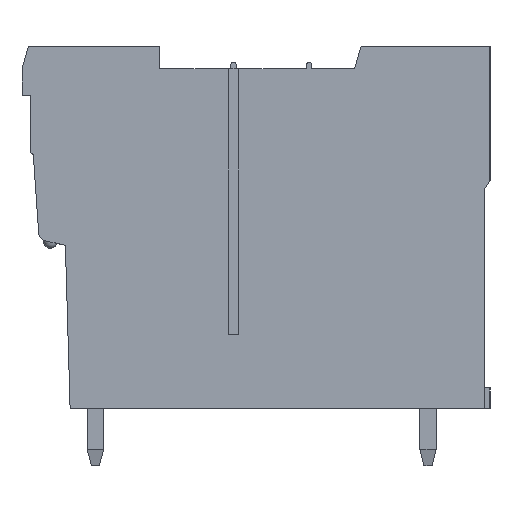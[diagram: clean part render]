
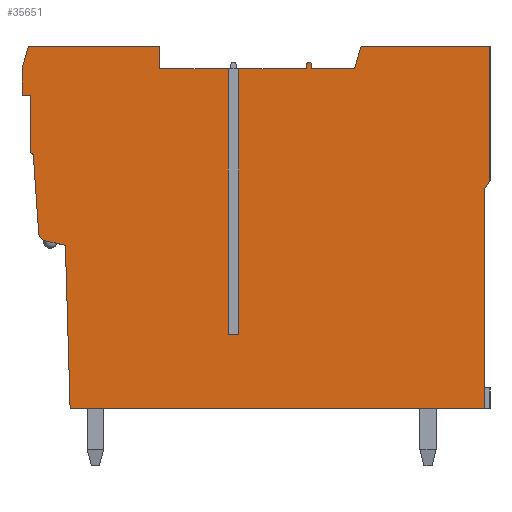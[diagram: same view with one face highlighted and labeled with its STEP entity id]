
A CAD part, left-side view. The second image highlights one B-rep face of the part: STEP entity #35651.
In plain terms, the highlighted planar face has unit normal (-1, 0, 0).
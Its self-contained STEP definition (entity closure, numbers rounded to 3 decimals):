
#9910=DIRECTION('',(0.,-1.,0.));
#9911=VECTOR('',#9910,8.06);
#9912=CARTESIAN_POINT('',(-4.28,4.11,0.));
#9913=LINE('',#9912,#9911);
#9914=DIRECTION('',(0.,0.,-1.));
#9915=VECTOR('',#9914,1.36);
#9916=CARTESIAN_POINT('',(-4.28,-3.95,0.));
#9917=LINE('',#9916,#9915);
#9918=DIRECTION('',(0.,-1.,0.));
#9919=VECTOR('',#9918,4.195);
#9920=CARTESIAN_POINT('',(-4.28,-3.95,-1.36));
#9921=LINE('',#9920,#9919);
#9922=DIRECTION('',(0.,0.,1.));
#9923=VECTOR('',#9922,16.31);
#9924=CARTESIAN_POINT('',(-4.28,-8.145,-17.67));
#9925=LINE('',#9924,#9923);
#9926=DIRECTION('',(0.,1.,0.));
#9927=VECTOR('',#9926,0.65);
#9928=CARTESIAN_POINT('',(-4.28,-8.795,-17.67));
#9929=LINE('',#9928,#9927);
#9930=DIRECTION('',(0.,0.,1.));
#9931=VECTOR('',#9930,16.31);
#9932=CARTESIAN_POINT('',(-4.28,-8.795,-17.67));
#9933=LINE('',#9932,#9931);
#9934=DIRECTION('',(0.,-1.,0.));
#9935=VECTOR('',#9934,4.145);
#9936=CARTESIAN_POINT('',(-4.28,-8.795,-1.36));
#9937=LINE('',#9936,#9935);
#9938=DIRECTION('',(0.,0.,1.));
#9939=VECTOR('',#9938,0.223);
#9940=CARTESIAN_POINT('',(-4.28,-12.94,-1.36));
#9941=LINE('',#9940,#9939);
#9942=CARTESIAN_POINT('',(-4.28,-13.11,-1.137));
#9943=DIRECTION('',(-1.,0.,0.));
#9944=DIRECTION('',(0.,-1.,0.));
#9945=AXIS2_PLACEMENT_3D('',#9942,#9943,#9944);
#9947=DIRECTION('',(0.,0.,-1.));
#9948=VECTOR('',#9947,0.223);
#9949=CARTESIAN_POINT('',(-4.28,-13.28,-1.137));
#9950=LINE('',#9949,#9948);
#9951=DIRECTION('',(0.,-1.,0.));
#9952=VECTOR('',#9951,2.62);
#9953=CARTESIAN_POINT('',(-4.28,-13.28,-1.36));
#9954=LINE('',#9953,#9952);
#9955=DIRECTION('',(0.,-0.276,0.961));
#9956=VECTOR('',#9955,1.415);
#9957=CARTESIAN_POINT('',(-4.28,-15.9,-1.36));
#9958=LINE('',#9957,#9956);
#9959=DIRECTION('',(0.,-1.,0.));
#9960=VECTOR('',#9959,7.91);
#9961=CARTESIAN_POINT('',(-4.28,-16.29,0.));
#9962=LINE('',#9961,#9960);
#9963=DIRECTION('',(0.,0.,-1.));
#9964=VECTOR('',#9963,8.22);
#9965=CARTESIAN_POINT('',(-4.28,-24.2,0.));
#9966=LINE('',#9965,#9964);
#9967=DIRECTION('',(0.,0.517,-0.856));
#9968=VECTOR('',#9967,0.677);
#9969=CARTESIAN_POINT('',(-4.28,-24.2,-8.22));
#9970=LINE('',#9969,#9968);
#9971=DIRECTION('',(0.,0.,-1.));
#9972=VECTOR('',#9971,13.4);
#9973=CARTESIAN_POINT('',(-4.28,-23.85,-8.8));
#9974=LINE('',#9973,#9972);
#9975=DIRECTION('',(0.,1.,0.));
#9976=VECTOR('',#9975,25.4);
#9977=CARTESIAN_POINT('',(-4.28,-23.85,-22.2));
#9978=LINE('',#9977,#9976);
#9979=DIRECTION('',(0.,0.029,1.));
#9980=VECTOR('',#9979,10.002);
#9981=CARTESIAN_POINT('',(-4.28,1.55,-22.2));
#9982=LINE('',#9981,#9980);
#9983=DIRECTION('',(0.,0.973,0.231));
#9984=VECTOR('',#9983,1.301);
#9985=CARTESIAN_POINT('',(-4.28,1.84,-12.202));
#9986=LINE('',#9985,#9984);
#9987=CARTESIAN_POINT('',(-4.28,2.995,-11.434));
#9988=DIRECTION('',(-1.,0.,0.));
#9989=DIRECTION('',(0.,0.998,-0.069));
#9990=AXIS2_PLACEMENT_3D('',#9987,#9988,#9989);
#9992=DIRECTION('',(0.,0.069,0.998));
#9993=VECTOR('',#9992,4.879);
#9994=CARTESIAN_POINT('',(-4.28,3.474,-11.467));
#9995=LINE('',#9994,#9993);
#9996=CARTESIAN_POINT('',(-4.28,3.81,-6.41));
#9997=DIRECTION('',(-1.,0.,0.));
#9998=DIRECTION('',(0.,1.,0.));
#9999=AXIS2_PLACEMENT_3D('',#9996,#9997,#9998);
#10001=DIRECTION('',(0.,0.,1.));
#10002=VECTOR('',#10001,3.41);
#10003=CARTESIAN_POINT('',(-4.28,4.,-6.41));
#10004=LINE('',#10003,#10002);
#10005=DIRECTION('',(0.,1.,0.));
#10006=VECTOR('',#10005,0.5);
#10007=CARTESIAN_POINT('',(-4.28,4.,-3.));
#10008=LINE('',#10007,#10006);
#10009=DIRECTION('',(0.,0.,1.));
#10010=VECTOR('',#10009,1.64);
#10011=CARTESIAN_POINT('',(-4.28,4.5,-3.));
#10012=LINE('',#10011,#10010);
#10013=DIRECTION('',(0.,0.276,-0.961));
#10014=VECTOR('',#10013,1.415);
#10015=CARTESIAN_POINT('',(-4.28,4.11,0.));
#10016=LINE('',#10015,#10014);
#20629=CARTESIAN_POINT('',(-4.28,4.11,0.));
#20630=CARTESIAN_POINT('',(-4.28,-3.95,0.));
#20631=VERTEX_POINT('',#20629);
#20632=VERTEX_POINT('',#20630);
#20633=CARTESIAN_POINT('',(-4.28,-16.29,0.));
#20634=CARTESIAN_POINT('',(-4.28,-24.2,0.));
#20635=VERTEX_POINT('',#20633);
#20636=VERTEX_POINT('',#20634);
#20637=CARTESIAN_POINT('',(-4.28,-24.2,-8.22));
#20638=VERTEX_POINT('',#20637);
#20639=CARTESIAN_POINT('',(-4.28,-23.85,-22.2));
#20640=CARTESIAN_POINT('',(-4.28,1.55,-22.2));
#20641=VERTEX_POINT('',#20639);
#20642=VERTEX_POINT('',#20640);
#20643=CARTESIAN_POINT('',(-4.28,4.5,-3.));
#20644=CARTESIAN_POINT('',(-4.28,4.5,-1.36));
#20645=VERTEX_POINT('',#20643);
#20646=VERTEX_POINT('',#20644);
#20647=CARTESIAN_POINT('',(-4.28,-23.85,-8.8));
#20648=VERTEX_POINT('',#20647);
#20649=CARTESIAN_POINT('',(-4.28,1.84,-12.202));
#20650=VERTEX_POINT('',#20649);
#20651=CARTESIAN_POINT('',(-4.28,3.106,-11.902));
#20652=VERTEX_POINT('',#20651);
#20653=CARTESIAN_POINT('',(-4.28,3.474,-11.467));
#20654=CARTESIAN_POINT('',(-4.28,3.81,-6.6));
#20655=VERTEX_POINT('',#20653);
#20656=VERTEX_POINT('',#20654);
#20657=CARTESIAN_POINT('',(-4.28,4.,-6.41));
#20658=CARTESIAN_POINT('',(-4.28,4.,-3.));
#20659=VERTEX_POINT('',#20657);
#20660=VERTEX_POINT('',#20658);
#20661=CARTESIAN_POINT('',(-4.28,-3.95,-1.36));
#20662=VERTEX_POINT('',#20661);
#20663=CARTESIAN_POINT('',(-4.28,-8.145,-1.36));
#20664=VERTEX_POINT('',#20663);
#20665=CARTESIAN_POINT('',(-4.28,-15.9,-1.36));
#20666=VERTEX_POINT('',#20665);
#20667=CARTESIAN_POINT('',(-4.28,-12.94,-1.36));
#20668=CARTESIAN_POINT('',(-4.28,-12.94,-1.137));
#20669=VERTEX_POINT('',#20667);
#20670=VERTEX_POINT('',#20668);
#20671=CARTESIAN_POINT('',(-4.28,-13.28,-1.137));
#20672=VERTEX_POINT('',#20671);
#20673=CARTESIAN_POINT('',(-4.28,-13.28,-1.36));
#20674=VERTEX_POINT('',#20673);
#22320=CARTESIAN_POINT('',(-4.28,-8.795,-1.36));
#22321=VERTEX_POINT('',#22320);
#22322=CARTESIAN_POINT('',(-4.28,-8.795,-17.67));
#22323=CARTESIAN_POINT('',(-4.28,-8.145,-17.67));
#22324=VERTEX_POINT('',#22322);
#22325=VERTEX_POINT('',#22323);
#35606=CARTESIAN_POINT('',(-4.28,8.178,-32.36));
#35607=DIRECTION('',(-1.,0.,0.));
#35608=DIRECTION('',(0.,-1.,0.));
#35609=AXIS2_PLACEMENT_3D('',#35606,#35607,#35608);
#35610=PLANE('',#35609);
#35611=ORIENTED_EDGE('',*,*,#23696,.T.);
#35613=ORIENTED_EDGE('',*,*,#35612,.T.);
#35615=ORIENTED_EDGE('',*,*,#35614,.T.);
#35617=ORIENTED_EDGE('',*,*,#35616,.F.);
#35619=ORIENTED_EDGE('',*,*,#35618,.F.);
#35621=ORIENTED_EDGE('',*,*,#35620,.T.);
#35623=ORIENTED_EDGE('',*,*,#35622,.T.);
#35625=ORIENTED_EDGE('',*,*,#35624,.T.);
#35627=ORIENTED_EDGE('',*,*,#35626,.F.);
#35629=ORIENTED_EDGE('',*,*,#35628,.T.);
#35631=ORIENTED_EDGE('',*,*,#35630,.T.);
#35633=ORIENTED_EDGE('',*,*,#35632,.T.);
#35634=ORIENTED_EDGE('',*,*,#24240,.T.);
#35635=ORIENTED_EDGE('',*,*,#34115,.T.);
#35636=ORIENTED_EDGE('',*,*,#34101,.T.);
#35637=ORIENTED_EDGE('',*,*,#34086,.T.);
#35638=ORIENTED_EDGE('',*,*,#34260,.T.);
#35639=ORIENTED_EDGE('',*,*,#31758,.T.);
#35640=ORIENTED_EDGE('',*,*,#31739,.T.);
#35641=ORIENTED_EDGE('',*,*,#31702,.F.);
#35642=ORIENTED_EDGE('',*,*,#31687,.T.);
#35643=ORIENTED_EDGE('',*,*,#31672,.F.);
#35644=ORIENTED_EDGE('',*,*,#31657,.T.);
#35645=ORIENTED_EDGE('',*,*,#31642,.T.);
#35646=ORIENTED_EDGE('',*,*,#31627,.T.);
#35648=ORIENTED_EDGE('',*,*,#35647,.F.);
#35649=EDGE_LOOP('',(#35611,#35613,#35615,#35617,#35619,#35621,#35623,#35625,
#35627,#35629,#35631,#35633,#35634,#35635,#35636,#35637,#35638,#35639,#35640,
#35641,#35642,#35643,#35644,#35645,#35646,#35648));
#35650=FACE_OUTER_BOUND('',#35649,.F.);
#35651=ADVANCED_FACE('',(#35650),#35610,.T.);
#9946=CIRCLE('',#9945,0.17);
#9991=CIRCLE('',#9990,0.48);
#10000=CIRCLE('',#9999,0.19);
#23696=EDGE_CURVE('',#20631,#20632,#9913,.T.);
#24240=EDGE_CURVE('',#20635,#20636,#9962,.T.);
#31627=EDGE_CURVE('',#20645,#20646,#10012,.T.);
#31642=EDGE_CURVE('',#20660,#20645,#10008,.T.);
#31657=EDGE_CURVE('',#20659,#20660,#10004,.T.);
#31672=EDGE_CURVE('',#20659,#20656,#10000,.T.);
#31687=EDGE_CURVE('',#20655,#20656,#9995,.T.);
#31702=EDGE_CURVE('',#20655,#20652,#9991,.T.);
#31739=EDGE_CURVE('',#20650,#20652,#9986,.T.);
#31758=EDGE_CURVE('',#20642,#20650,#9982,.T.);
#34086=EDGE_CURVE('',#20648,#20641,#9974,.T.);
#34101=EDGE_CURVE('',#20638,#20648,#9970,.T.);
#34115=EDGE_CURVE('',#20636,#20638,#9966,.T.);
#34260=EDGE_CURVE('',#20641,#20642,#9978,.T.);
#35612=EDGE_CURVE('',#20632,#20662,#9917,.T.);
#35614=EDGE_CURVE('',#20662,#20664,#9921,.T.);
#35616=EDGE_CURVE('',#22325,#20664,#9925,.T.);
#35618=EDGE_CURVE('',#22324,#22325,#9929,.T.);
#35620=EDGE_CURVE('',#22324,#22321,#9933,.T.);
#35622=EDGE_CURVE('',#22321,#20669,#9937,.T.);
#35624=EDGE_CURVE('',#20669,#20670,#9941,.T.);
#35626=EDGE_CURVE('',#20672,#20670,#9946,.T.);
#35628=EDGE_CURVE('',#20672,#20674,#9950,.T.);
#35630=EDGE_CURVE('',#20674,#20666,#9954,.T.);
#35632=EDGE_CURVE('',#20666,#20635,#9958,.T.);
#35647=EDGE_CURVE('',#20631,#20646,#10016,.T.);
